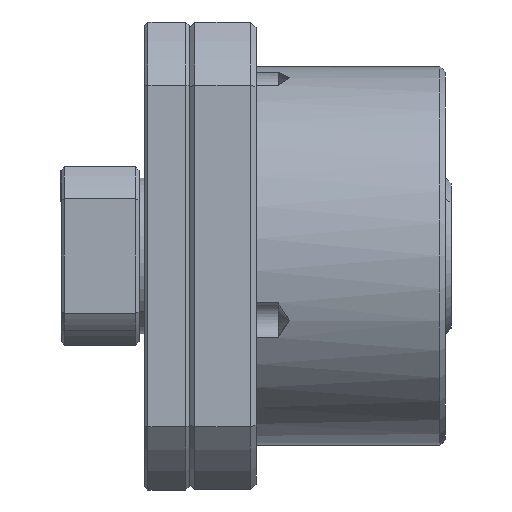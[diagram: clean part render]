
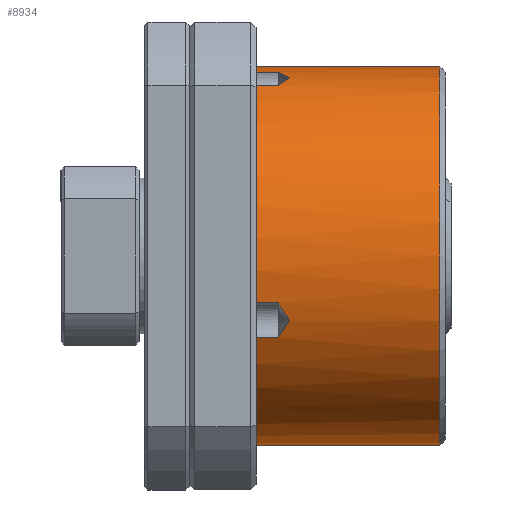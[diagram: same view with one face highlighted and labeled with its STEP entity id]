
A CAD part, front view. The second image highlights one B-rep face of the part: STEP entity #8934.
In plain terms, the highlighted cylindrical face has radius 17 mm (diameter 34 mm), a partial arc.
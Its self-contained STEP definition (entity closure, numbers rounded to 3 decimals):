
#132 = EDGE_LOOP ( 'NONE', ( #246, #247, #248, #249, #250, #251, #252, #253, #254, #255, #256, #257, #258, #259 ) ) ;
#246 = ORIENTED_EDGE ( 'NONE', *, *, #9234, .F. ) ;
#247 = ORIENTED_EDGE ( 'NONE', *, *, #9295, .T. ) ;
#248 = ORIENTED_EDGE ( 'NONE', *, *, #9244, .T. ) ;
#249 = ORIENTED_EDGE ( 'NONE', *, *, #9353, .T. ) ;
#250 = ORIENTED_EDGE ( 'NONE', *, *, #9351, .T. ) ;
#251 = ORIENTED_EDGE ( 'NONE', *, *, #9348, .T. ) ;
#252 = ORIENTED_EDGE ( 'NONE', *, *, #9352, .T. ) ;
#253 = ORIENTED_EDGE ( 'NONE', *, *, #9183, .T. ) ;
#254 = ORIENTED_EDGE ( 'NONE', *, *, #9355, .T. ) ;
#255 = ORIENTED_EDGE ( 'NONE', *, *, #9191, .T. ) ;
#256 = ORIENTED_EDGE ( 'NONE', *, *, #9350, .T. ) ;
#257 = ORIENTED_EDGE ( 'NONE', *, *, #9247, .T. ) ;
#258 = ORIENTED_EDGE ( 'NONE', *, *, #9354, .T. ) ;
#259 = ORIENTED_EDGE ( 'NONE', *, *, #9358, .T. ) ;
#1853 = AXIS2_PLACEMENT_3D ( 'NONE', #5367, #5366, #5365 ) ;
#2443 = CARTESIAN_POINT ( 'NONE',  ( 8., -15.325, -7.358 ) ) ;
#2461 = CARTESIAN_POINT ( 'NONE',  ( 6., 0., 17. ) ) ;
#2463 = CARTESIAN_POINT ( 'NONE',  ( 6., -4.214, 16.469 ) ) ;
#2466 = CARTESIAN_POINT ( 'NONE',  ( 22.5, 0., 17. ) ) ;
#2472 = CARTESIAN_POINT ( 'NONE',  ( 22.5, 0., -17. ) ) ;
#2474 = CARTESIAN_POINT ( 'NONE',  ( 6., 0., -17. ) ) ;
#2475 = CARTESIAN_POINT ( 'NONE',  ( 8., -4.214, 16.469 ) ) ;
#2487 = CARTESIAN_POINT ( 'NONE',  ( 9.006, -15.975, -5.814 ) ) ;
#2632 = CARTESIAN_POINT ( 'NONE',  ( 9.006, -5.814, 15.975 ) ) ;
#2635 = CARTESIAN_POINT ( 'NONE',  ( 6., -15.325, -7.358 ) ) ;
#2637 = CARTESIAN_POINT ( 'NONE',  ( 6., -7.358, 15.325 ) ) ;
#2639 = CARTESIAN_POINT ( 'NONE',  ( 6., -16.469, -4.214 ) ) ;
#2642 = CARTESIAN_POINT ( 'NONE',  ( 8., -16.469, -4.214 ) ) ;
#2654 = CARTESIAN_POINT ( 'NONE',  ( 8., -7.358, 15.325 ) ) ;
#3467 = VERTEX_POINT ( 'NONE', #2443 ) ;
#3485 = VERTEX_POINT ( 'NONE', #2461 ) ;
#3487 = VERTEX_POINT ( 'NONE', #2463 ) ;
#3490 = VERTEX_POINT ( 'NONE', #2466 ) ;
#3496 = VERTEX_POINT ( 'NONE', #2472 ) ;
#3498 = VERTEX_POINT ( 'NONE', #2474 ) ;
#3499 = VERTEX_POINT ( 'NONE', #2475 ) ;
#3511 = VERTEX_POINT ( 'NONE', #2487 ) ;
#3656 = VERTEX_POINT ( 'NONE', #2632 ) ;
#3659 = VERTEX_POINT ( 'NONE', #2635 ) ;
#3661 = VERTEX_POINT ( 'NONE', #2637 ) ;
#3663 = VERTEX_POINT ( 'NONE', #2639 ) ;
#3666 = VERTEX_POINT ( 'NONE', #2642 ) ;
#3678 = VERTEX_POINT ( 'NONE', #2654 ) ;
#4535 = FACE_OUTER_BOUND ( 'NONE', #132, .T. ) ;
#4538 = CYLINDRICAL_SURFACE ( 'NONE', #1853, 17. ) ;
#5365 = DIRECTION ( 'NONE',  ( 0., 0., 1. ) ) ;
#5366 = DIRECTION ( 'NONE',  ( -1., 0., 0. ) ) ;
#5367 = CARTESIAN_POINT ( 'NONE',  ( -3.974, 0., 0. ) ) ;
#5898 = CARTESIAN_POINT ( 'NONE',  ( 0., -7.358, 15.325 ) ) ;
#5902 = DIRECTION ( 'NONE',  ( -1., 0., 0. ) ) ;
#5907 = CARTESIAN_POINT ( 'NONE',  ( 0., -16.469, -4.214 ) ) ;
#5911 = DIRECTION ( 'NONE',  ( 1., 0., 0. ) ) ;
#5947 = B_SPLINE_CURVE_WITH_KNOTS ( 'NONE', 3,
 ( #6673, #6678, #6679, #6680 ),
 .UNSPECIFIED., .F., .F.,
 ( 4, 4 ),
 ( 0., 0.002 ),
 .UNSPECIFIED. ) ;
#5956 = B_SPLINE_CURVE_WITH_KNOTS ( 'NONE', 3,
 ( #6871, #6875, #6876, #6877 ),
 .UNSPECIFIED., .F., .F.,
 ( 4, 4 ),
 ( 0.002, 0.004 ),
 .UNSPECIFIED. ) ;
#5957 = B_SPLINE_CURVE_WITH_KNOTS ( 'NONE', 3,
 ( #6874, #6882, #6883, #6884 ),
 .UNSPECIFIED., .F., .F.,
 ( 4, 4 ),
 ( 0.002, 0.004 ),
 .UNSPECIFIED. ) ;
#5958 = B_SPLINE_CURVE_WITH_KNOTS ( 'NONE', 3,
 ( #6881, #6889, #6890, #6891 ),
 .UNSPECIFIED., .F., .F.,
 ( 4, 4 ),
 ( 0., 0.002 ),
 .UNSPECIFIED. ) ;
#6096 = LINE ( 'NONE', #5898, #6106 ) ;
#6106 = VECTOR ( 'NONE', #5902, 1000. ) ;
#6109 = LINE ( 'NONE', #5907, #6113 ) ;
#6113 = VECTOR ( 'NONE', #5911, 1000. ) ;
#6171 = LINE ( 'NONE', #6640, #6175 ) ;
#6175 = VECTOR ( 'NONE', #6643, 1000. ) ;
#6184 = LINE ( 'NONE', #6663, #6186 ) ;
#6186 = VECTOR ( 'NONE', #6672, 1000. ) ;
#6248 = CIRCLE ( 'NONE', #6326, 17. ) ;
#6271 = LINE ( 'NONE', #6885, #6273 ) ;
#6273 = VECTOR ( 'NONE', #6886, 1000. ) ;
#6326 = AXIS2_PLACEMENT_3D ( 'NONE', #6775, #6782, #6783 ) ;
#6346 = AXIS2_PLACEMENT_3D ( 'NONE', #6892, #6893, #6894 ) ;
#6347 = AXIS2_PLACEMENT_3D ( 'NONE', #6888, #6898, #6899 ) ;
#6349 = AXIS2_PLACEMENT_3D ( 'NONE', #6897, #6906, #6907 ) ;
#6640 = CARTESIAN_POINT ( 'NONE',  ( -3.974, 0., -17. ) ) ;
#6643 = DIRECTION ( 'NONE',  ( -1., 0., 0. ) ) ;
#6663 = CARTESIAN_POINT ( 'NONE',  ( -3.974, 0., 17. ) ) ;
#6672 = DIRECTION ( 'NONE',  ( -1., 0., 0. ) ) ;
#6673 = CARTESIAN_POINT ( 'NONE',  ( 9.006, -15.975, -5.814 ) ) ;
#6678 = CARTESIAN_POINT ( 'NONE',  ( 8.671, -15.784, -6.339 ) ) ;
#6679 = CARTESIAN_POINT ( 'NONE',  ( 8.335, -15.567, -6.855 ) ) ;
#6680 = CARTESIAN_POINT ( 'NONE',  ( 8., -15.325, -7.358 ) ) ;
#6775 = CARTESIAN_POINT ( 'NONE',  ( 22.5, 0., 0. ) ) ;
#6782 = DIRECTION ( 'NONE',  ( -1., 0., 0. ) ) ;
#6783 = DIRECTION ( 'NONE',  ( 0., 0., 1. ) ) ;
#6871 = CARTESIAN_POINT ( 'NONE',  ( 8., -4.214, 16.469 ) ) ;
#6874 = CARTESIAN_POINT ( 'NONE',  ( 8., -16.469, -4.214 ) ) ;
#6875 = CARTESIAN_POINT ( 'NONE',  ( 8.335, -4.755, 16.331 ) ) ;
#6876 = CARTESIAN_POINT ( 'NONE',  ( 8.672, -5.291, 16.165 ) ) ;
#6877 = CARTESIAN_POINT ( 'NONE',  ( 9.006, -5.814, 15.975 ) ) ;
#6881 = CARTESIAN_POINT ( 'NONE',  ( 9.006, -5.814, 15.975 ) ) ;
#6882 = CARTESIAN_POINT ( 'NONE',  ( 8.335, -16.331, -4.755 ) ) ;
#6883 = CARTESIAN_POINT ( 'NONE',  ( 8.672, -16.165, -5.291 ) ) ;
#6884 = CARTESIAN_POINT ( 'NONE',  ( 9.006, -15.975, -5.814 ) ) ;
#6885 = CARTESIAN_POINT ( 'NONE',  ( 0., -4.214, 16.469 ) ) ;
#6886 = DIRECTION ( 'NONE',  ( 1., 0., 0. ) ) ;
#6888 = CARTESIAN_POINT ( 'NONE',  ( 6., 0., 0. ) ) ;
#6889 = CARTESIAN_POINT ( 'NONE',  ( 8.671, -6.339, 15.784 ) ) ;
#6890 = CARTESIAN_POINT ( 'NONE',  ( 8.335, -6.855, 15.567 ) ) ;
#6891 = CARTESIAN_POINT ( 'NONE',  ( 8., -7.358, 15.325 ) ) ;
#6892 = CARTESIAN_POINT ( 'NONE',  ( 6., 0., 0. ) ) ;
#6893 = DIRECTION ( 'NONE',  ( 1., 0., 0. ) ) ;
#6894 = DIRECTION ( 'NONE',  ( 0., 0., 1. ) ) ;
#6895 = CARTESIAN_POINT ( 'NONE',  ( 0., -15.325, -7.358 ) ) ;
#6896 = DIRECTION ( 'NONE',  ( -1., 0., 0. ) ) ;
#6897 = CARTESIAN_POINT ( 'NONE',  ( 6., 0., 0. ) ) ;
#6898 = DIRECTION ( 'NONE',  ( 1., 0., 0. ) ) ;
#6899 = DIRECTION ( 'NONE',  ( 0., 0., 1. ) ) ;
#6906 = DIRECTION ( 'NONE',  ( 1., 0., 0. ) ) ;
#6907 = DIRECTION ( 'NONE',  ( 0., 0., 1. ) ) ;
#7819 = LINE ( 'NONE', #6895, #7821 ) ;
#7820 = CIRCLE ( 'NONE', #6346, 17. ) ;
#7821 = VECTOR ( 'NONE', #6896, 1000. ) ;
#7823 = CIRCLE ( 'NONE', #6347, 17. ) ;
#7826 = CIRCLE ( 'NONE', #6349, 17. ) ;
#8934 = ADVANCED_FACE ( 'NONE', ( #4535 ), #4538, .T. ) ;
#9183 = EDGE_CURVE ( 'NONE', #3678, #3661, #6096, .T. ) ;
#9191 = EDGE_CURVE ( 'NONE', #3663, #3666, #6109, .T. ) ;
#9234 = EDGE_CURVE ( 'NONE', #3496, #3498, #6171, .T. ) ;
#9244 = EDGE_CURVE ( 'NONE', #3490, #3485, #6184, .T. ) ;
#9247 = EDGE_CURVE ( 'NONE', #3511, #3467, #5947, .T. ) ;
#9295 = EDGE_CURVE ( 'NONE', #3496, #3490, #6248, .T. ) ;
#9348 = EDGE_CURVE ( 'NONE', #3499, #3656, #5956, .T. ) ;
#9350 = EDGE_CURVE ( 'NONE', #3666, #3511, #5957, .T. ) ;
#9351 = EDGE_CURVE ( 'NONE', #3487, #3499, #6271, .T. ) ;
#9352 = EDGE_CURVE ( 'NONE', #3656, #3678, #5958, .T. ) ;
#9353 = EDGE_CURVE ( 'NONE', #3485, #3487, #7820, .T. ) ;
#9354 = EDGE_CURVE ( 'NONE', #3467, #3659, #7819, .T. ) ;
#9355 = EDGE_CURVE ( 'NONE', #3661, #3663, #7823, .T. ) ;
#9358 = EDGE_CURVE ( 'NONE', #3659, #3498, #7826, .T. ) ;
